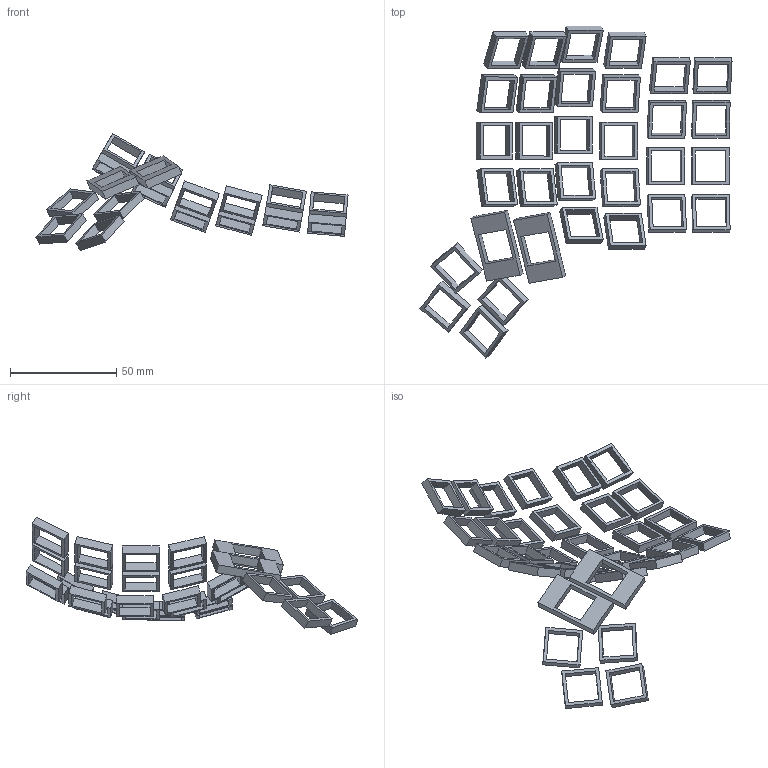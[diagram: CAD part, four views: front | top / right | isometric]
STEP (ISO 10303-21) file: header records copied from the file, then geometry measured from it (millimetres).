
FILE_DESCRIPTION(('Open CASCADE Model'),'2;1');
FILE_NAME('Open CASCADE Shape Model','2021-05-26T10:07:55',('Author'),( 'Open CASCADE'),'Open CASCADE STEP processor 7.5','Open CASCADE 7.5' ,'Unknown');
FILE_SCHEMA(('AUTOMOTIVE_DESIGN { 1 0 10303 214 1 1 1 1 }'));
Length unit declared in the file: millimetre
Products named in the file (33): Open CASCADE STEP translator 7.5 1; Open CASCADE STEP translator 7.5 1.1; Open CASCADE STEP translator 7.5 1.1.1; Open CASCADE STEP translator 7.5 1.1.2; Open CASCADE STEP translator 7.5 1.1.3; Open CASCADE STEP translator 7.5 1.1.4; Open CASCADE STEP translator 7.5 1.1.5; Open CASCADE STEP translator 7.5 1.1.6; Open CASCADE STEP translator 7.5 1.1.7; Open CASCADE STEP translator 7.5 1.1.8; Open CASCADE STEP translator 7.5 1.1.9; Open CASCADE STEP translator 7.5 1.1.10; Open CASCADE STEP translator 7.5 1.1.11; Open CASCADE STEP translator 7.5 1.1.12; Open CASCADE STEP translator 7.5 1.1.13; Open CASCADE STEP translator 7.5 1.1.14; Open CASCADE STEP translator 7.5 1.1.15; Open CASCADE STEP translator 7.5 1.1.16; Open CASCADE STEP translator 7.5 1.1.17; Open CASCADE STEP translator 7.5 1.1.18; Open CASCADE STEP translator 7.5 1.1.19; Open CASCADE STEP translator 7.5 1.1.20; Open CASCADE STEP translator 7.5 1.1.21; Open CASCADE STEP translator 7.5 1.1.22; Open CASCADE STEP translator 7.5 1.1.23; Open CASCADE STEP translator 7.5 1.1.24; Open CASCADE STEP translator 7.5 1.1.25; Open CASCADE STEP translator 7.5 1.1.26; Open CASCADE STEP translator 7.5 1.1.27; Open CASCADE STEP translator 7.5 1.1.28; Open CASCADE STEP translator 7.5 1.1.29; Open CASCADE STEP translator 7.5 1.1.30; Open CASCADE STEP translator 7.5 1.1.31
Assembly tree (32 placements, depth 3):
  Open CASCADE STEP translator 7.5 1
    Open CASCADE STEP translator 7.5 1.1
      Open CASCADE STEP translator 7.5 1.1.1
      Open CASCADE STEP translator 7.5 1.1.2
      Open CASCADE STEP translator 7.5 1.1.3
      Open CASCADE STEP translator 7.5 1.1.4
      Open CASCADE STEP translator 7.5 1.1.5
      Open CASCADE STEP translator 7.5 1.1.6
      Open CASCADE STEP translator 7.5 1.1.7
      Open CASCADE STEP translator 7.5 1.1.8
      Open CASCADE STEP translator 7.5 1.1.9
      Open CASCADE STEP translator 7.5 1.1.10
      Open CASCADE STEP translator 7.5 1.1.11
      Open CASCADE STEP translator 7.5 1.1.12
      Open CASCADE STEP translator 7.5 1.1.13
      Open CASCADE STEP translator 7.5 1.1.14
      Open CASCADE STEP translator 7.5 1.1.15
      Open CASCADE STEP translator 7.5 1.1.16
      Open CASCADE STEP translator 7.5 1.1.17
      Open CASCADE STEP translator 7.5 1.1.18
      Open CASCADE STEP translator 7.5 1.1.19
      Open CASCADE STEP translator 7.5 1.1.20
      Open CASCADE STEP translator 7.5 1.1.21
      Open CASCADE STEP translator 7.5 1.1.22
      Open CASCADE STEP translator 7.5 1.1.23
      Open CASCADE STEP translator 7.5 1.1.24
      Open CASCADE STEP translator 7.5 1.1.25
      Open CASCADE STEP translator 7.5 1.1.26
      Open CASCADE STEP translator 7.5 1.1.27
      Open CASCADE STEP translator 7.5 1.1.28
      Open CASCADE STEP translator 7.5 1.1.29
      Open CASCADE STEP translator 7.5 1.1.30
      Open CASCADE STEP translator 7.5 1.1.31
Bounding box: 146.8 x 156.14 x 55.09 mm (x, y, z)
Volume: 14076.4 mm3; surface area: 23532.6 mm2
Topology: 31 solids, 31 shells, 320 faces, 774 edges, 516 vertices
Faces by surface type: plane 320
Entity records: 19846 total; most frequent: CARTESIAN_POINT 3199, DIRECTION 3020, LINE 2314, VECTOR 2314, ORIENTED_EDGE 1548, PCURVE 1548, DEFINITIONAL_REPRESENTATION 1548, EDGE_CURVE 774
